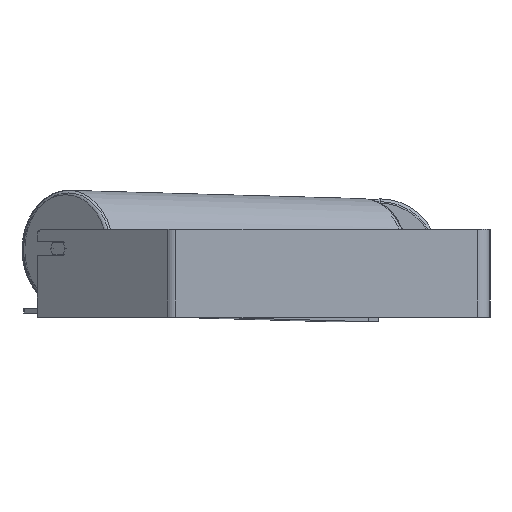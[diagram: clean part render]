
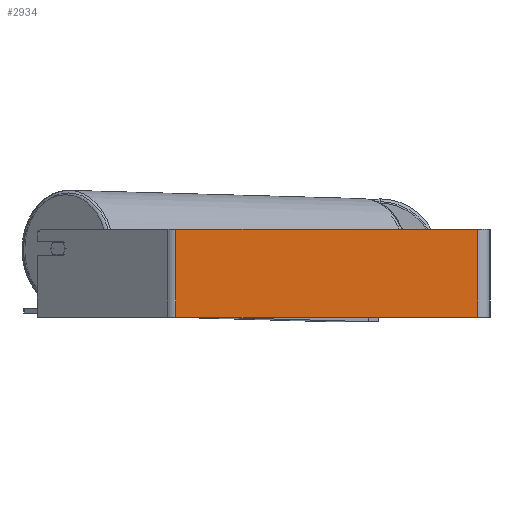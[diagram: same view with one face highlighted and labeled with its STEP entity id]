
A CAD part, left-side view. The second image highlights one B-rep face of the part: STEP entity #2934.
In plain terms, the highlighted planar face has unit normal (-1, 0, 0).
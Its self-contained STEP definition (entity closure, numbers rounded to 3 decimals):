
#1 = CARTESIAN_POINT ( 'NONE',  ( -840., 14., -50. ) ) ;
#33 = EDGE_CURVE ( 'NONE', #407, #1160, #2324, .T. ) ;
#96 = DIRECTION ( 'NONE',  ( 0., -1., 0. ) ) ;
#205 = DIRECTION ( 'NONE',  ( 1., 0., 0. ) ) ;
#407 = VERTEX_POINT ( 'NONE', #3651 ) ;
#653 = LINE ( 'NONE', #2859, #736 ) ;
#736 = VECTOR ( 'NONE', #7739, 1000. ) ;
#753 = CARTESIAN_POINT ( 'NONE',  ( -840., 362.207, 50. ) ) ;
#992 = CARTESIAN_POINT ( 'NONE',  ( -840., 14., 50. ) ) ;
#1160 = VERTEX_POINT ( 'NONE', #1 ) ;
#1268 = EDGE_CURVE ( 'NONE', #5275, #3405, #1469, .T. ) ;
#1374 = DIRECTION ( 'NONE',  ( 0., 0., -1. ) ) ;
#1469 = LINE ( 'NONE', #753, #8583 ) ;
#1712 = EDGE_LOOP ( 'NONE', ( #2969, #7622, #8079, #4028 ) ) ;
#2205 = CARTESIAN_POINT ( 'NONE',  ( -840., 362.207, 50. ) ) ;
#2252 = DIRECTION ( 'NONE',  ( 0., 0., -1. ) ) ;
#2324 = LINE ( 'NONE', #7965, #7057 ) ;
#2572 = AXIS2_PLACEMENT_3D ( 'NONE', #2205, #205, #2252 ) ;
#2859 = CARTESIAN_POINT ( 'NONE',  ( -840., 357.111, 50. ) ) ;
#2934 = ADVANCED_FACE ( 'NONE', ( #3865 ), #6698, .F. ) ;
#2969 = ORIENTED_EDGE ( 'NONE', *, *, #33, .T. ) ;
#3405 = VERTEX_POINT ( 'NONE', #992 ) ;
#3651 = CARTESIAN_POINT ( 'NONE',  ( -840., 357.111, -50. ) ) ;
#3865 = FACE_OUTER_BOUND ( 'NONE', #1712, .T. ) ;
#4028 = ORIENTED_EDGE ( 'NONE', *, *, #4880, .T. ) ;
#4880 = EDGE_CURVE ( 'NONE', #5275, #407, #653, .T. ) ;
#5275 = VERTEX_POINT ( 'NONE', #7195 ) ;
#5511 = VECTOR ( 'NONE', #1374, 1000. ) ;
#5782 = DIRECTION ( 'NONE',  ( 0., -1., 0. ) ) ;
#5970 = EDGE_CURVE ( 'NONE', #3405, #1160, #7880, .T. ) ;
#6441 = CARTESIAN_POINT ( 'NONE',  ( -840., 14., 50. ) ) ;
#6698 = PLANE ( 'NONE',  #2572 ) ;
#7057 = VECTOR ( 'NONE', #5782, 1000. ) ;
#7195 = CARTESIAN_POINT ( 'NONE',  ( -840., 357.111, 50. ) ) ;
#7622 = ORIENTED_EDGE ( 'NONE', *, *, #5970, .F. ) ;
#7739 = DIRECTION ( 'NONE',  ( 0., 0., -1. ) ) ;
#7880 = LINE ( 'NONE', #6441, #5511 ) ;
#7965 = CARTESIAN_POINT ( 'NONE',  ( -840., 362.207, -50. ) ) ;
#8079 = ORIENTED_EDGE ( 'NONE', *, *, #1268, .F. ) ;
#8583 = VECTOR ( 'NONE', #96, 1000. ) ;
